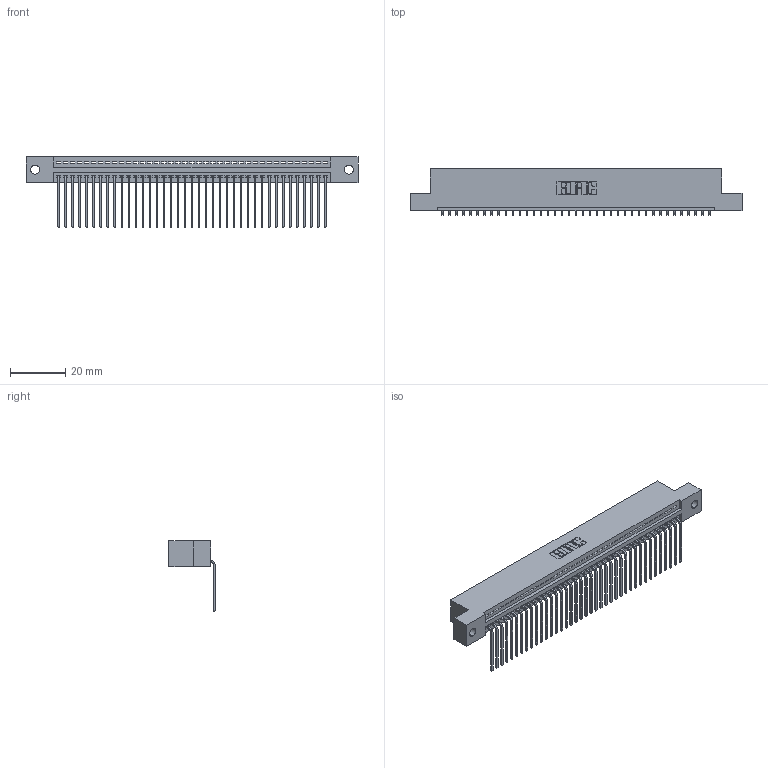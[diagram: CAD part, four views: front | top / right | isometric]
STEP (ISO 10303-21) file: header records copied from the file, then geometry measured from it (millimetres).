
FILE_DESCRIPTION (( 'STEP AP203' ), '1' );
FILE_NAME ('395-039-559-102.STEP', '2019-10-22T03:55:21', ( '' ), ( '' ), 'SwSTEP 2.0', 'SolidWorks 2016', '' );
FILE_SCHEMA (( 'CONFIG_CONTROL_DESIGN' ));
Length unit declared in the file: inch
Products named in the file (3): 345 Part_Flush Mounting Lugs - 0.128 Dia; 395-039-559-102; 345-292-001_558 559 Tail - 1
Assembly tree (40 placements, depth 2):
  395-039-559-102
    345 Part_Flush Mounting Lugs - 0.128 Dia
    345-292-001_558 559 Tail - 1  x39
Bounding box: 120.27 x 16.75 x 25.53 mm (x, y, z)
Volume: 11492 mm3; surface area: 15723 mm2
Topology: 40 solids, 40 shells, 2466 faces, 7439 edges, 4906 vertices
Faces by surface type: plane 1718, cylinder 748
Entity records: 29843 total; most frequent: CARTESIAN_POINT 5177, ORIENTED_EDGE 5150, DIRECTION 4525, EDGE_CURVE 2575, LINE 2287, VECTOR 2287, VERTEX_POINT 1714, AXIS2_PLACEMENT_3D 1119
